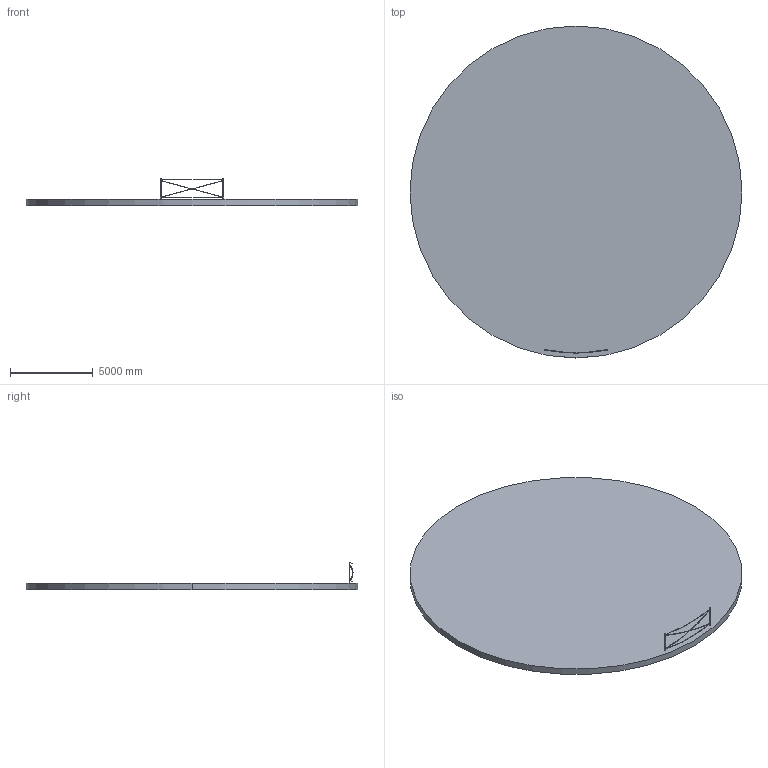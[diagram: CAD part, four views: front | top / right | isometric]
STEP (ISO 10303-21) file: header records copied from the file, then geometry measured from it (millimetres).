
FILE_DESCRIPTION(('STEP AP214'),'1');
FILE_NAME('tmp0.stp','2020-06-25T14:38:43',(' '),(' '),'Spatial InterOp 3D',' ',' ');
FILE_SCHEMA(('automotive_design'));
Length unit declared in the file: millimetre
Products named in the file (7): 1; 2; 3; 4; 5; 6; 7
Bounding box: 20000 x 20000 x 1650 mm (x, y, z)
Volume: 125672968941.7 mm3; surface area: 654666483.5 mm2
Topology: 7 solids, 7 shells, 44 faces, 90 edges, 60 vertices
Faces by surface type: cylinder 22, plane 14, bspline 4, cone 4
Entity records: 1974 total; most frequent: CARTESIAN_POINT 545, DIRECTION 204, ORIENTED_EDGE 180, AXIS2_PLACEMENT_3D 95, EDGE_CURVE 90, VERTEX_POINT 60, STYLED_ITEM 51, PRESENTATION_STYLE_ASSIGNMENT 51
